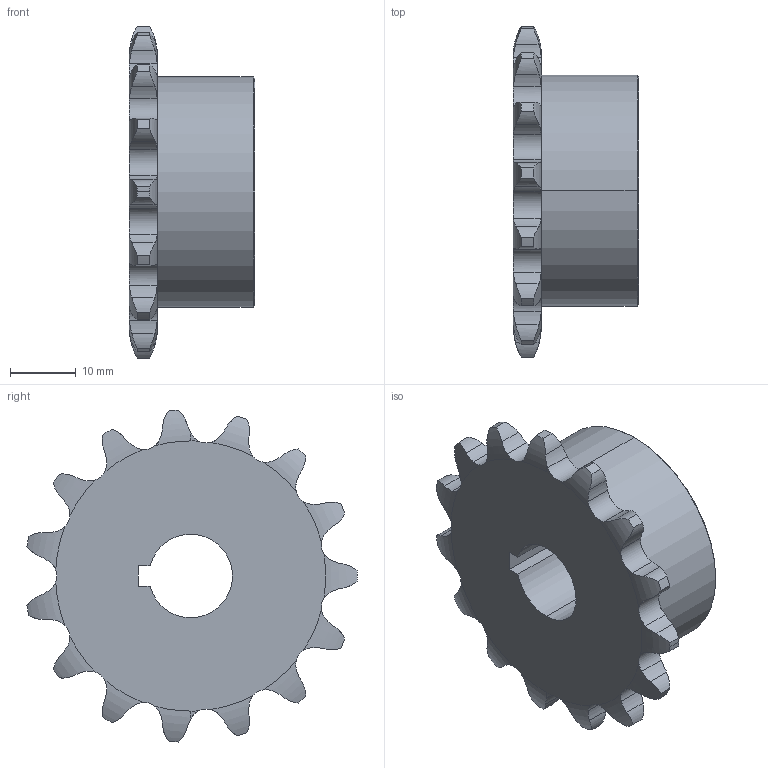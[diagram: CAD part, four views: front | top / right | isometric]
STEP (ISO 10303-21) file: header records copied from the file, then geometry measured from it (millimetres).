
FILE_DESCRIPTION((''),'2;1');
FILE_NAME('Output Sprocket 15T.stp','2008-01-05T19:29:47',('Owner'),(''),'Autodesk Inventor (R) 6.0','Autodesk Inventor (R) 6.0','');
FILE_SCHEMA(('AUTOMOTIVE_DESIGN { 1 0 10303 214 1 1 1 1 }'));
Length unit declared in the file: inch
Products named in the file (1): Output Sprocket 15T
Bounding box: 19.05 x 50.12 x 50.39 mm (x, y, z)
Volume: 18393.6 mm3; surface area: 6153.4 mm2
Topology: 1 solids, 1 shells, 138 faces, 403 edges, 268 vertices
Faces by surface type: cylinder 93, torus 34, plane 6, bspline 3, cone 2
Entity records: 5207 total; most frequent: CARTESIAN_POINT 1785, ORIENTED_EDGE 806, DIRECTION 603, EDGE_CURVE 403, VERTEX_POINT 268, AXIS2_PLACEMENT_3D 248, B_SPLINE_CURVE_WITH_KNOTS 184, EDGE_LOOP 141
